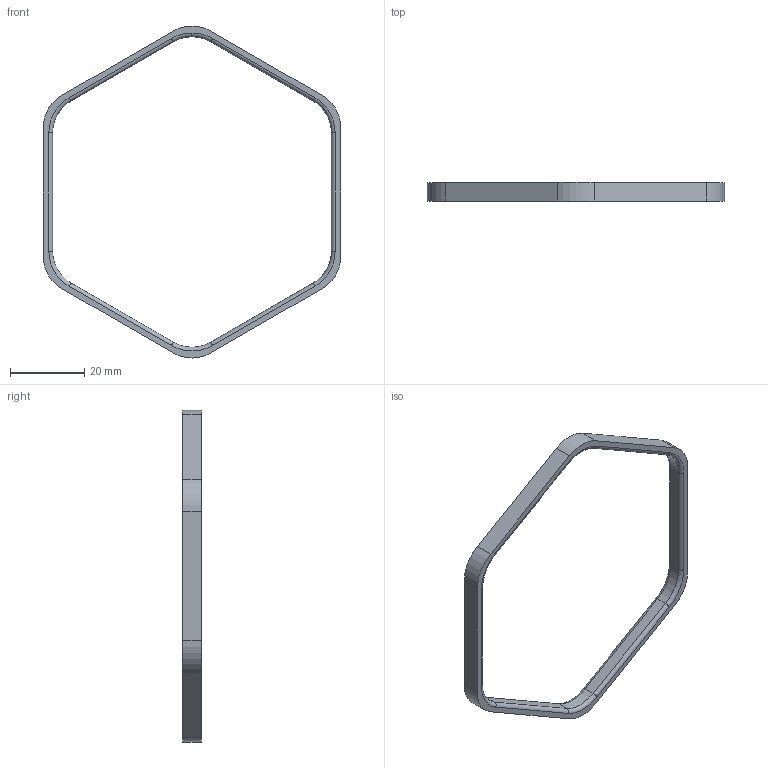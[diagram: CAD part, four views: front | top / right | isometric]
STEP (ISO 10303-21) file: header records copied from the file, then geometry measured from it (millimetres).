
FILE_DESCRIPTION (( 'STEP AP214' ), '1' );
FILE_NAME ('Anello.STEP', '2019-09-06T08:36:02', ( '' ), ( '' ), 'SwSTEP 2.0', 'SolidWorks 2019', '' );
FILE_SCHEMA (( 'AUTOMOTIVE_DESIGN' ));
Length unit declared in the file: millimetre
Products named in the file (1): Anello
Bounding box: 80 x 5 x 89.28 mm (x, y, z)
Volume: 3246.5 mm3; surface area: 3745.9 mm2
Topology: 1 solids, 1 shells, 54 faces, 130 edges, 78 vertices
Faces by surface type: cylinder 26, torus 14, plane 14
Entity records: 1612 total; most frequent: DIRECTION 308, CARTESIAN_POINT 263, ORIENTED_EDGE 260, EDGE_CURVE 130, AXIS2_PLACEMENT_3D 123, VERTEX_POINT 78, CIRCLE 68, VECTOR 62
